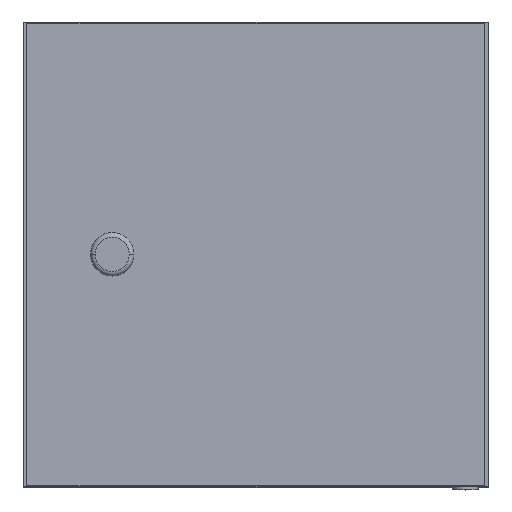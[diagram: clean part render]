
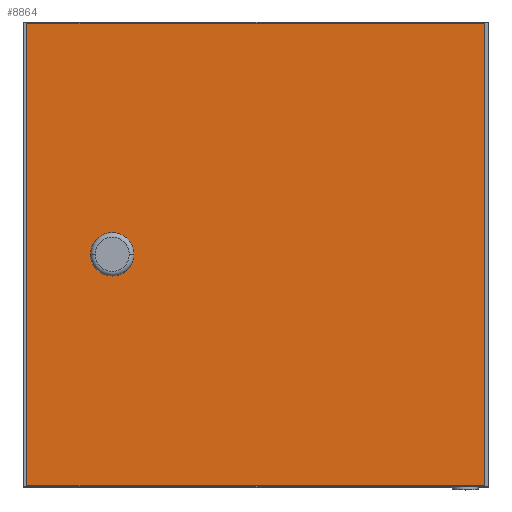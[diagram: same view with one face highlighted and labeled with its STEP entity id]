
A CAD part, top view. The second image highlights one B-rep face of the part: STEP entity #8864.
In plain terms, the highlighted face is planar.
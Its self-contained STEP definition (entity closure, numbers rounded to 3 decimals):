
#181 = VERTEX_POINT ( 'NONE', #3693 ) ;
#345 = CIRCLE ( 'NONE', #7044, 14. ) ;
#536 = DIRECTION ( 'NONE',  ( -1., 0., 0. ) ) ;
#571 = LINE ( 'NONE', #4945, #4508 ) ;
#779 = EDGE_LOOP ( 'NONE', ( #1310, #2279, #5556, #5529 ) ) ;
#867 = VERTEX_POINT ( 'NONE', #2497 ) ;
#1134 = CARTESIAN_POINT ( 'NONE',  ( 92.5, 0., 0. ) ) ;
#1137 = CARTESIAN_POINT ( 'NONE',  ( -147.5, 149.25, 0. ) ) ;
#1275 = CARTESIAN_POINT ( 'NONE',  ( -147.5, 149.25, 0. ) ) ;
#1310 = ORIENTED_EDGE ( 'NONE', *, *, #3601, .F. ) ;
#1798 = EDGE_CURVE ( 'NONE', #3444, #181, #3186, .T. ) ;
#1845 = CARTESIAN_POINT ( 'NONE',  ( 147.5, 149.25, 0. ) ) ;
#1924 = DIRECTION ( 'NONE',  ( 1., 0., 0. ) ) ;
#2141 = LINE ( 'NONE', #1275, #5444 ) ;
#2213 = FACE_OUTER_BOUND ( 'NONE', #779, .T. ) ;
#2279 = ORIENTED_EDGE ( 'NONE', *, *, #6723, .F. ) ;
#2286 = LINE ( 'NONE', #7973, #9115 ) ;
#2497 = CARTESIAN_POINT ( 'NONE',  ( 78.5, 0., 0. ) ) ;
#3077 = EDGE_CURVE ( 'NONE', #3332, #867, #7088, .T. ) ;
#3148 = DIRECTION ( 'NONE',  ( 0., 0., -1. ) ) ;
#3176 = CARTESIAN_POINT ( 'NONE',  ( -147.5, -149.25, 0. ) ) ;
#3186 = LINE ( 'NONE', #3334, #8187 ) ;
#3332 = VERTEX_POINT ( 'NONE', #8014 ) ;
#3334 = CARTESIAN_POINT ( 'NONE',  ( 147.5, -149.25, 0. ) ) ;
#3444 = VERTEX_POINT ( 'NONE', #3176 ) ;
#3601 = EDGE_CURVE ( 'NONE', #9121, #3444, #2141, .T. ) ;
#3693 = CARTESIAN_POINT ( 'NONE',  ( 147.5, -149.25, 0. ) ) ;
#3872 = DIRECTION ( 'NONE',  ( -1., 0., 0. ) ) ;
#4248 = DIRECTION ( 'NONE',  ( 0., 1., 0. ) ) ;
#4419 = DIRECTION ( 'NONE',  ( -1., 0., 0. ) ) ;
#4493 = VERTEX_POINT ( 'NONE', #1845 ) ;
#4508 = VECTOR ( 'NONE', #4248, 1000. ) ;
#4840 = EDGE_CURVE ( 'NONE', #867, #3332, #345, .T. ) ;
#4945 = CARTESIAN_POINT ( 'NONE',  ( 147.5, 149.25, 0. ) ) ;
#5069 = CARTESIAN_POINT ( 'NONE',  ( 0., 0., 0. ) ) ;
#5417 = EDGE_LOOP ( 'NONE', ( #7853, #6015 ) ) ;
#5444 = VECTOR ( 'NONE', #9145, 1000. ) ;
#5529 = ORIENTED_EDGE ( 'NONE', *, *, #1798, .F. ) ;
#5556 = ORIENTED_EDGE ( 'NONE', *, *, #7057, .F. ) ;
#6015 = ORIENTED_EDGE ( 'NONE', *, *, #4840, .F. ) ;
#6487 = AXIS2_PLACEMENT_3D ( 'NONE', #5069, #7895, #8506 ) ;
#6509 = FACE_BOUND ( 'NONE', #5417, .T. ) ;
#6723 = EDGE_CURVE ( 'NONE', #4493, #9121, #2286, .T. ) ;
#6874 = DIRECTION ( 'NONE',  ( 0., 0., -1. ) ) ;
#7044 = AXIS2_PLACEMENT_3D ( 'NONE', #7947, #3148, #4419 ) ;
#7057 = EDGE_CURVE ( 'NONE', #181, #4493, #571, .T. ) ;
#7088 = CIRCLE ( 'NONE', #9171, 14. ) ;
#7755 = PLANE ( 'NONE',  #6487 ) ;
#7853 = ORIENTED_EDGE ( 'NONE', *, *, #3077, .F. ) ;
#7895 = DIRECTION ( 'NONE',  ( 0., 0., -1. ) ) ;
#7947 = CARTESIAN_POINT ( 'NONE',  ( 92.5, 0., 0. ) ) ;
#7973 = CARTESIAN_POINT ( 'NONE',  ( 147.5, 149.25, 0. ) ) ;
#8014 = CARTESIAN_POINT ( 'NONE',  ( 106.5, 0., 0. ) ) ;
#8187 = VECTOR ( 'NONE', #1924, 1000. ) ;
#8506 = DIRECTION ( 'NONE',  ( -1., 0., 0. ) ) ;
#8864 = ADVANCED_FACE ( 'NONE', ( #6509, #2213 ), #7755, .T. ) ;
#9115 = VECTOR ( 'NONE', #3872, 1000. ) ;
#9121 = VERTEX_POINT ( 'NONE', #1137 ) ;
#9145 = DIRECTION ( 'NONE',  ( 0., -1., 0. ) ) ;
#9171 = AXIS2_PLACEMENT_3D ( 'NONE', #1134, #6874, #536 ) ;
